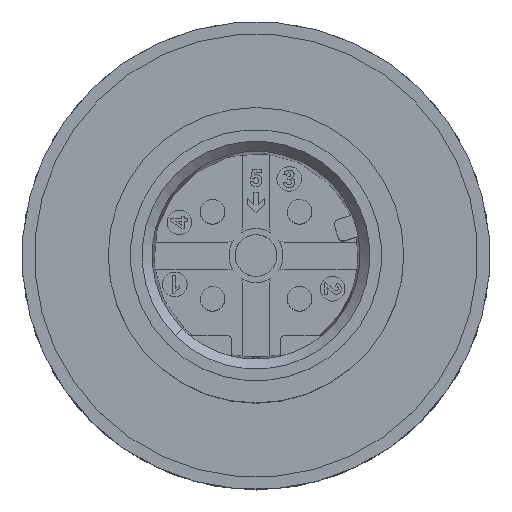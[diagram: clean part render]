
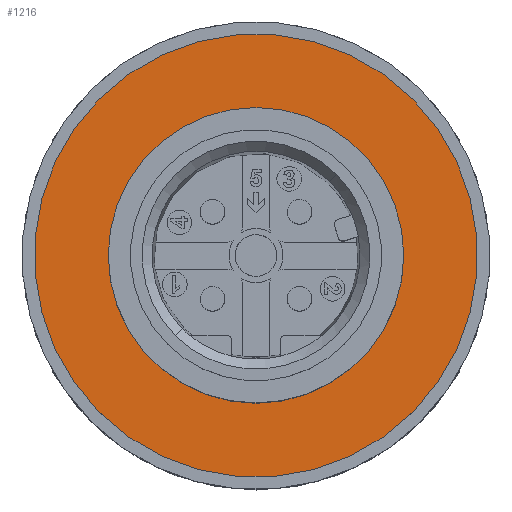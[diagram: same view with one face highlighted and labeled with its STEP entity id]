
A CAD part, top view. The second image highlights one B-rep face of the part: STEP entity #1216.
In plain terms, the highlighted planar face has unit normal (0, 0, 1).
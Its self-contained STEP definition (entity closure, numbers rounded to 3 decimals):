
#1171=CARTESIAN_POINT('',(26.694,31.95,-7.106));
#1172=DIRECTION('',(-0.,-0.,1.));
#1173=DIRECTION('',(-1.,-0.017,-0.));
#1174=AXIS2_PLACEMENT_3D('',#1171,#1172,#1173);
#1175=PLANE('',#1174);
#1176=CARTESIAN_POINT('',(20.52,25.843,-7.106));
#1177=VERTEX_POINT('',#1176);
#1178=CARTESIAN_POINT('',(20.52,37.843,-7.106));
#1179=VERTEX_POINT('',#1178);
#1180=CARTESIAN_POINT('',(20.52,31.843,-7.106));
#1181=DIRECTION('',(-0.,-0.,1.));
#1182=DIRECTION('',(-0.,1.,0.));
#1183=AXIS2_PLACEMENT_3D('',#1180,#1181,#1182);
#1184=CIRCLE('',#1183,6.);
#1185=EDGE_CURVE('',#1177,#1179,#1184,.T.);
#1186=ORIENTED_EDGE('',*,*,#1185,.F.);
#1187=CARTESIAN_POINT('',(20.52,31.843,-7.106));
#1188=DIRECTION('',(-0.,-0.,1.));
#1189=DIRECTION('',(-0.,1.,0.));
#1190=AXIS2_PLACEMENT_3D('',#1187,#1188,#1189);
#1191=CIRCLE('',#1190,6.);
#1192=EDGE_CURVE('',#1179,#1177,#1191,.T.);
#1193=ORIENTED_EDGE('',*,*,#1192,.F.);
#1194=EDGE_LOOP('',(#1186,#1193));
#1195=FACE_BOUND('',#1194,.T.);
#1196=CARTESIAN_POINT('',(28.677,28.039,-7.106));
#1197=VERTEX_POINT('',#1196);
#1198=CARTESIAN_POINT('',(12.364,35.646,-7.106));
#1199=VERTEX_POINT('',#1198);
#1200=CARTESIAN_POINT('',(20.52,31.843,-7.106));
#1201=DIRECTION('',(-0.,-0.,1.));
#1202=DIRECTION('',(-0.906,0.423,0.));
#1203=AXIS2_PLACEMENT_3D('',#1200,#1201,#1202);
#1204=CIRCLE('',#1203,9.);
#1205=EDGE_CURVE('',#1197,#1199,#1204,.T.);
#1206=ORIENTED_EDGE('',*,*,#1205,.T.);
#1207=CARTESIAN_POINT('',(20.52,31.843,-7.106));
#1208=DIRECTION('',(-0.,-0.,1.));
#1209=DIRECTION('',(-0.906,0.423,0.));
#1210=AXIS2_PLACEMENT_3D('',#1207,#1208,#1209);
#1211=CIRCLE('',#1210,9.);
#1212=EDGE_CURVE('',#1199,#1197,#1211,.T.);
#1213=ORIENTED_EDGE('',*,*,#1212,.T.);
#1214=EDGE_LOOP('',(#1206,#1213));
#1215=FACE_BOUND('',#1214,.T.);
#1216=ADVANCED_FACE('',(#1195,#1215),#1175,.T.);
